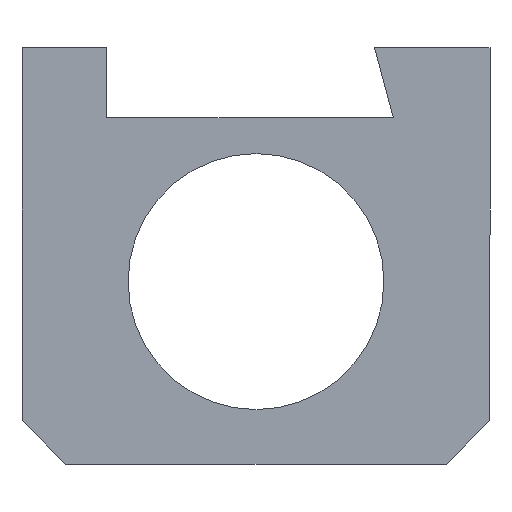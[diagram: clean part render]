
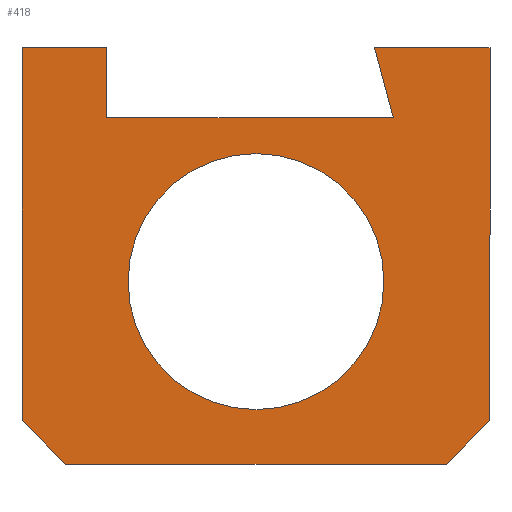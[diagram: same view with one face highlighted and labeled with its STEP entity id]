
A CAD part, front view. The second image highlights one B-rep face of the part: STEP entity #418.
In plain terms, the highlighted planar face has unit normal (0, -1, 0).
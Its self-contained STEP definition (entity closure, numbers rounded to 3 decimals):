
#2 = CARTESIAN_POINT ( 'NONE',  ( -16.675, -9.325, 20.75 ) ) ;
#29 = CARTESIAN_POINT ( 'NONE',  ( 7.425, -9.325, 46.25 ) ) ;
#33 = DIRECTION ( 'NONE',  ( 0., 0., -1. ) ) ;
#37 = DIRECTION ( 'NONE',  ( 0., 0., 1. ) ) ;
#40 = LINE ( 'NONE', #96, #279 ) ;
#43 = CARTESIAN_POINT ( 'NONE',  ( -16.675, -9.325, 17.75 ) ) ;
#49 = LINE ( 'NONE', #310, #98 ) ;
#50 = EDGE_CURVE ( 'NONE', #178, #580, #528, .T. ) ;
#57 = LINE ( 'NONE', #43, #164 ) ;
#65 = EDGE_CURVE ( 'NONE', #580, #178, #166, .T. ) ;
#67 = LINE ( 'NONE', #327, #288 ) ;
#77 = FACE_OUTER_BOUND ( 'NONE', #124, .T. ) ;
#85 = CARTESIAN_POINT ( 'NONE',  ( 8.711, -9.325, 41.45 ) ) ;
#86 = ORIENTED_EDGE ( 'NONE', *, *, #274, .F. ) ;
#94 = ORIENTED_EDGE ( 'NONE', *, *, #339, .T. ) ;
#95 = ORIENTED_EDGE ( 'NONE', *, *, #325, .T. ) ;
#96 = CARTESIAN_POINT ( 'NONE',  ( -16.675, -9.325, 17.75 ) ) ;
#98 = VECTOR ( 'NONE', #214, 1000. ) ;
#103 = CARTESIAN_POINT ( 'NONE',  ( -0.675, -9.325, 39. ) ) ;
#106 = DIRECTION ( 'NONE',  ( 0., 0., -1. ) ) ;
#107 = VERTEX_POINT ( 'NONE', #510 ) ;
#110 = LINE ( 'NONE', #220, #239 ) ;
#112 = CARTESIAN_POINT ( 'NONE',  ( -0.675, -9.325, 30.25 ) ) ;
#124 = EDGE_LOOP ( 'NONE', ( #341, #95, #406, #193, #230, #464, #268, #86, #546, #94 ) ) ;
#128 = VECTOR ( 'NONE', #425, 1000. ) ;
#133 = DIRECTION ( 'NONE',  ( 0.707, 0., -0.707 ) ) ;
#136 = CARTESIAN_POINT ( 'NONE',  ( 15.325, -9.325, 46.25 ) ) ;
#140 = VERTEX_POINT ( 'NONE', #329 ) ;
#143 = CARTESIAN_POINT ( 'NONE',  ( -10.875, -9.325, 41.45 ) ) ;
#153 = DIRECTION ( 'NONE',  ( 0., -1., 0. ) ) ;
#164 = VECTOR ( 'NONE', #37, 1000. ) ;
#166 = CIRCLE ( 'NONE', #252, 8.75 ) ;
#175 = DIRECTION ( 'NONE',  ( -0.259, 0., 0.966 ) ) ;
#178 = VERTEX_POINT ( 'NONE', #348 ) ;
#182 = EDGE_CURVE ( 'NONE', #410, #480, #390, .T. ) ;
#193 = ORIENTED_EDGE ( 'NONE', *, *, #570, .F. ) ;
#200 = DIRECTION ( 'NONE',  ( 0., -1., 0. ) ) ;
#209 = CARTESIAN_POINT ( 'NONE',  ( 15.325, -9.325, 17.75 ) ) ;
#214 = DIRECTION ( 'NONE',  ( 0.707, 0., 0.707 ) ) ;
#217 = CARTESIAN_POINT ( 'NONE',  ( 12.325, -9.325, 17.75 ) ) ;
#220 = CARTESIAN_POINT ( 'NONE',  ( -10.875, -9.325, 41.45 ) ) ;
#227 = VERTEX_POINT ( 'NONE', #29 ) ;
#230 = ORIENTED_EDGE ( 'NONE', *, *, #331, .F. ) ;
#239 = VECTOR ( 'NONE', #438, 1000. ) ;
#242 = AXIS2_PLACEMENT_3D ( 'NONE', #396, #391, #33 ) ;
#250 = DIRECTION ( 'NONE',  ( 0., 0., -1. ) ) ;
#252 = AXIS2_PLACEMENT_3D ( 'NONE', #112, #153, #336 ) ;
#268 = ORIENTED_EDGE ( 'NONE', *, *, #182, .F. ) ;
#274 = EDGE_CURVE ( 'NONE', #107, #410, #432, .T. ) ;
#279 = VECTOR ( 'NONE', #362, 1000. ) ;
#288 = VECTOR ( 'NONE', #551, 1000. ) ;
#293 = VECTOR ( 'NONE', #250, 1000. ) ;
#302 = EDGE_CURVE ( 'NONE', #554, #496, #575, .T. ) ;
#308 = FACE_BOUND ( 'NONE', #481, .T. ) ;
#310 = CARTESIAN_POINT ( 'NONE',  ( 12.95, -9.325, 18.375 ) ) ;
#319 = ORIENTED_EDGE ( 'NONE', *, *, #65, .F. ) ;
#325 = EDGE_CURVE ( 'NONE', #455, #496, #49, .T. ) ;
#327 = CARTESIAN_POINT ( 'NONE',  ( 7.425, -9.325, 46.25 ) ) ;
#329 = CARTESIAN_POINT ( 'NONE',  ( 8.711, -9.325, 41.45 ) ) ;
#331 = EDGE_CURVE ( 'NONE', #140, #227, #351, .T. ) ;
#336 = DIRECTION ( 'NONE',  ( 0., 0., -1. ) ) ;
#339 = EDGE_CURVE ( 'NONE', #474, #505, #414, .T. ) ;
#341 = ORIENTED_EDGE ( 'NONE', *, *, #568, .F. ) ;
#348 = CARTESIAN_POINT ( 'NONE',  ( -0.675, -9.325, 21.5 ) ) ;
#351 = LINE ( 'NONE', #85, #523 ) ;
#354 = CARTESIAN_POINT ( 'NONE',  ( -10.875, -9.325, 46.25 ) ) ;
#362 = DIRECTION ( 'NONE',  ( -1., 0., 0. ) ) ;
#386 = EDGE_CURVE ( 'NONE', #474, #107, #57, .T. ) ;
#389 = CARTESIAN_POINT ( 'NONE',  ( -16.675, -9.325, 46.25 ) ) ;
#390 = LINE ( 'NONE', #571, #128 ) ;
#391 = DIRECTION ( 'NONE',  ( 0., -1., 0. ) ) ;
#396 = CARTESIAN_POINT ( 'NONE',  ( -0.675, -9.325, 32. ) ) ;
#405 = ORIENTED_EDGE ( 'NONE', *, *, #50, .F. ) ;
#406 = ORIENTED_EDGE ( 'NONE', *, *, #302, .F. ) ;
#410 = VERTEX_POINT ( 'NONE', #354 ) ;
#414 = LINE ( 'NONE', #477, #508 ) ;
#418 = ADVANCED_FACE ( 'NONE', ( #308, #77 ), #434, .T. ) ;
#425 = DIRECTION ( 'NONE',  ( 0., 0., -1. ) ) ;
#428 = AXIS2_PLACEMENT_3D ( 'NONE', #565, #200, #106 ) ;
#432 = LINE ( 'NONE', #389, #531 ) ;
#434 = PLANE ( 'NONE',  #242 ) ;
#438 = DIRECTION ( 'NONE',  ( 1., 0., 0. ) ) ;
#441 = CARTESIAN_POINT ( 'NONE',  ( 15.325, -9.325, 20.75 ) ) ;
#455 = VERTEX_POINT ( 'NONE', #217 ) ;
#464 = ORIENTED_EDGE ( 'NONE', *, *, #532, .F. ) ;
#474 = VERTEX_POINT ( 'NONE', #2 ) ;
#477 = CARTESIAN_POINT ( 'NONE',  ( -14.3, -9.325, 18.375 ) ) ;
#480 = VERTEX_POINT ( 'NONE', #143 ) ;
#481 = EDGE_LOOP ( 'NONE', ( #319, #405 ) ) ;
#496 = VERTEX_POINT ( 'NONE', #441 ) ;
#505 = VERTEX_POINT ( 'NONE', #583 ) ;
#508 = VECTOR ( 'NONE', #133, 1000. ) ;
#510 = CARTESIAN_POINT ( 'NONE',  ( -16.675, -9.325, 46.25 ) ) ;
#523 = VECTOR ( 'NONE', #175, 1000. ) ;
#528 = CIRCLE ( 'NONE', #428, 8.75 ) ;
#531 = VECTOR ( 'NONE', #566, 1000. ) ;
#532 = EDGE_CURVE ( 'NONE', #480, #140, #110, .T. ) ;
#546 = ORIENTED_EDGE ( 'NONE', *, *, #386, .F. ) ;
#551 = DIRECTION ( 'NONE',  ( 1., 0., 0. ) ) ;
#554 = VERTEX_POINT ( 'NONE', #136 ) ;
#565 = CARTESIAN_POINT ( 'NONE',  ( -0.675, -9.325, 30.25 ) ) ;
#566 = DIRECTION ( 'NONE',  ( 1., 0., 0. ) ) ;
#568 = EDGE_CURVE ( 'NONE', #455, #505, #40, .T. ) ;
#570 = EDGE_CURVE ( 'NONE', #227, #554, #67, .T. ) ;
#571 = CARTESIAN_POINT ( 'NONE',  ( -10.875, -9.325, 46.25 ) ) ;
#575 = LINE ( 'NONE', #209, #293 ) ;
#580 = VERTEX_POINT ( 'NONE', #103 ) ;
#583 = CARTESIAN_POINT ( 'NONE',  ( -13.675, -9.325, 17.75 ) ) ;
